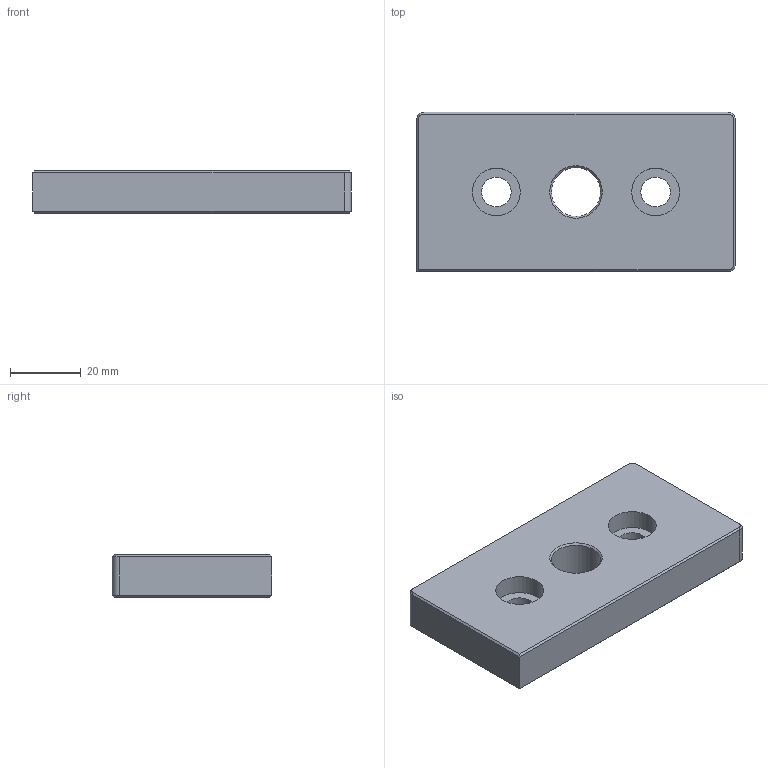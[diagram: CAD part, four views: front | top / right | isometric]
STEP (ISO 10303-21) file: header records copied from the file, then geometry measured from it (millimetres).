
FILE_DESCRIPTION((''),'2;1');
FILE_NAME('524590.ipt.stp','2010-09-05T12:25:30',(''),(''),'Autodesk Inventor 2010','Autodesk Inventor 2010','');
FILE_SCHEMA(('AUTOMOTIVE_DESIGN { 1 0 10303 214 1 1 1 1 }'));
Length unit declared in the file: millimetre
Products named in the file (1): 524590
Bounding box: 90 x 45 x 12 mm (x, y, z)
Volume: 44392.9 mm3; surface area: 11930.3 mm2
Topology: 1 solids, 1 shells, 32 faces, 69 edges, 41 vertices
Faces by surface type: plane 14, cone 8, bspline 7, cylinder 3
Entity records: 916 total; most frequent: CARTESIAN_POINT 225, DIRECTION 137, ORIENTED_EDGE 122, EDGE_CURVE 61, AXIS2_PLACEMENT_3D 50, EDGE_LOOP 47, VERTEX_POINT 40, VECTOR 37
